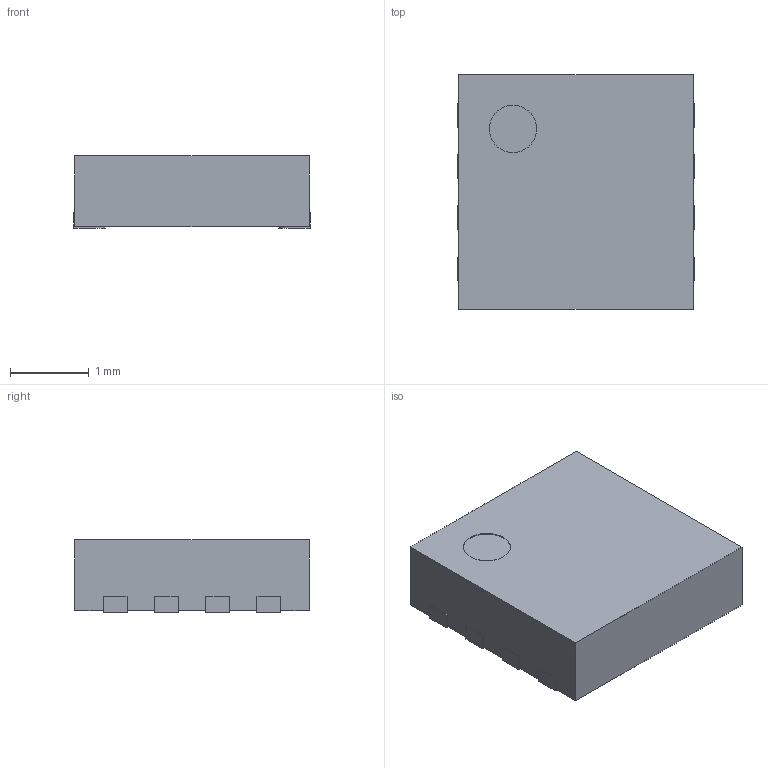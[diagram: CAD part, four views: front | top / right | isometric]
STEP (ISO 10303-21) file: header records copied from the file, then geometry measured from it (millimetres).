
FILE_DESCRIPTION(/* description */ ('model of Texas_S-PVSON-N8'),/* implementation_level */ '2;1');
FILE_NAME(/* name */ 'Texas_S-PVSON-N8.step',/* time_stamp */ '2017-06-10T10:13:17',/* author */ ('kicad StepUp','ksu'),/* organization */ ('FreeCAD'),/* preprocessor_version */ 'OCC',/* originating_system */ 'kicad StepUp',/* authorisation */ '');
FILE_SCHEMA(('AUTOMOTIVE_DESIGN_CC2 { 1 2 10303 214 -1 1 5 4 }'));
Length unit declared in the file: millimetre
Products named in the file (1): Texas_S_PVSON_N8
Bounding box: 3 x 2.98 x 0.92 mm (x, y, z)
Volume: 8 mm3; surface area: 28.8 mm2
Topology: 1 solids, 1 shells, 56 faces, 159 edges, 106 vertices
Faces by surface type: plane 47, cylinder 9
Full cylindrical faces by diameter (mm): 0.6 x1
Entity records: 2207 total; most frequent: CARTESIAN_POINT 322, ORIENTED_EDGE 318, DIRECTION 291, EDGE_CURVE 159, LINE 141, VECTOR 141, VERTEX_POINT 106, AXIS2_PLACEMENT_3D 75
